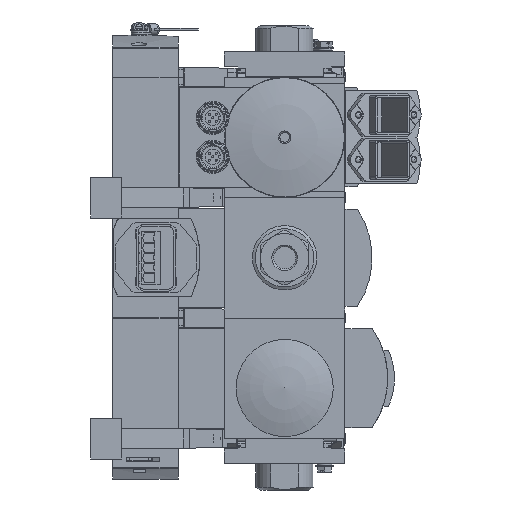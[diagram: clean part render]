
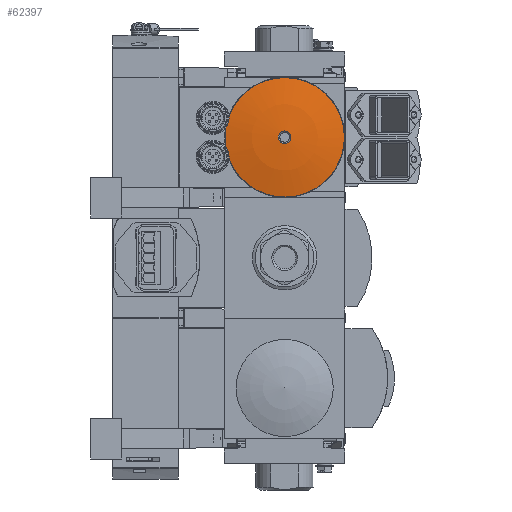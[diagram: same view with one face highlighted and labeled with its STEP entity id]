
A CAD part, front view. The second image highlights one B-rep face of the part: STEP entity #62397.
In plain terms, the highlighted toroidal (fillet/blend) face has major radius 0.393 mm and minor radius 150 mm.
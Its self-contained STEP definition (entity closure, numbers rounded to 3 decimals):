
#230=DEGENERATE_TOROIDAL_SURFACE('',#65482,0.393,150.,
 .F.);
#1294=B_SPLINE_CURVE_WITH_KNOTS('',3,(#86324,#86325,#86326,#86327,#86328),
 .UNSPECIFIED.,.F.,.F.,(4,1,4),(0.,0.003,
0.007),.UNSPECIFIED.);
#1295=B_SPLINE_CURVE_WITH_KNOTS('',3,(#86329,#86330,#86331,#86332,#86333),
 .UNSPECIFIED.,.F.,.F.,(4,1,4),(0.,0.003,
0.007),.UNSPECIFIED.);
#13398=ORIENTED_EDGE('',*,*,#27119,.F.);
#13399=ORIENTED_EDGE('',*,*,#26277,.T.);
#13400=ORIENTED_EDGE('',*,*,#27120,.F.);
#13401=ORIENTED_EDGE('',*,*,#26268,.T.);
#13402=ORIENTED_EDGE('',*,*,#27118,.F.);
#26268=EDGE_CURVE('',#33495,#33499,#38386,.T.);
#26277=EDGE_CURVE('',#33503,#33507,#38389,.T.);
#27118=EDGE_CURVE('',#34087,#34087,#38486,.T.);
#27119=EDGE_CURVE('',#33503,#33499,#1294,.T.);
#27120=EDGE_CURVE('',#33495,#33507,#1295,.T.);
#33495=VERTEX_POINT('',#84579);
#33499=VERTEX_POINT('',#84597);
#33503=VERTEX_POINT('',#84612);
#33507=VERTEX_POINT('',#84630);
#34087=VERTEX_POINT('',#86322);
#38386=CIRCLE('',#65093,30.742);
#38389=CIRCLE('',#65098,30.742);
#38486=CIRCLE('',#65481,3.256);
#40422=EDGE_LOOP('',(#13398,#13399,#13400,#13401));
#40423=EDGE_LOOP('',(#13402));
#43833=FACE_BOUND('',#40422,.T.);
#43834=FACE_BOUND('',#40423,.T.);
#62397=ADVANCED_FACE('',(#43833,#43834),#230,.F.);
#65093=AXIS2_PLACEMENT_3D('',#84598,#69899,#69900);
#65098=AXIS2_PLACEMENT_3D('',#84631,#69911,#69912);
#65481=AXIS2_PLACEMENT_3D('',#86321,#71405,#71406);
#65482=AXIS2_PLACEMENT_3D('',#86323,#71407,#71408);
#69899=DIRECTION('',(0.,-1.,0.));
#69900=DIRECTION('',(0.,0.,-1.));
#69911=DIRECTION('',(0.,-1.,0.));
#69912=DIRECTION('',(0.,0.,-1.));
#71405=DIRECTION('',(0.,-1.,0.));
#71406=DIRECTION('',(0.,0.,-1.));
#71407=DIRECTION('',(0.,-1.,0.));
#71408=DIRECTION('',(0.,0.,-1.));
#84579=CARTESIAN_POINT('',(-30.377,-182.234,4.723));
#84597=CARTESIAN_POINT('',(-30.377,-182.234,-4.723));
#84598=CARTESIAN_POINT('',(0.,-182.234,0.));
#84612=CARTESIAN_POINT('',(-28.62,-182.234,-11.222));
#84630=CARTESIAN_POINT('',(-28.62,-182.234,11.222));
#84631=CARTESIAN_POINT('',(0.,-182.234,0.));
#86321=CARTESIAN_POINT('',(0.,-185.456,0.));
#86322=CARTESIAN_POINT('',(0.,-185.456,-3.256));
#86323=CARTESIAN_POINT('',(0.,-35.501,0.));
#86324=CARTESIAN_POINT('',(-28.62,-182.234,-11.222));
#86325=CARTESIAN_POINT('',(-28.509,-182.344,-10.081));
#86326=CARTESIAN_POINT('',(-28.871,-182.422,-7.798));
#86327=CARTESIAN_POINT('',(-29.704,-182.344,-5.656));
#86328=CARTESIAN_POINT('',(-30.377,-182.234,-4.723));
#86329=CARTESIAN_POINT('',(-30.377,-182.234,4.723));
#86330=CARTESIAN_POINT('',(-29.706,-182.344,5.652));
#86331=CARTESIAN_POINT('',(-28.868,-182.422,7.808));
#86332=CARTESIAN_POINT('',(-28.509,-182.344,10.078));
#86333=CARTESIAN_POINT('',(-28.62,-182.234,11.222));
